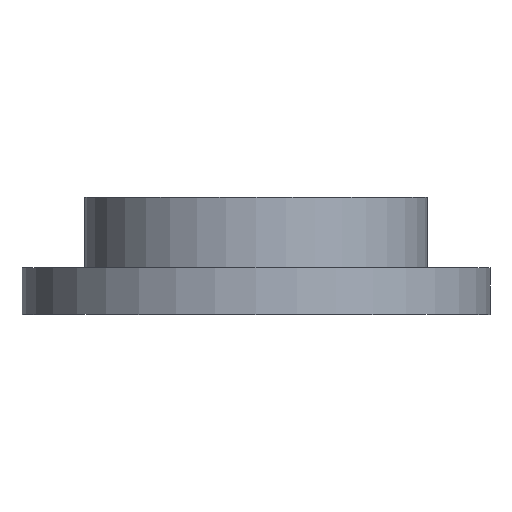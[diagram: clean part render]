
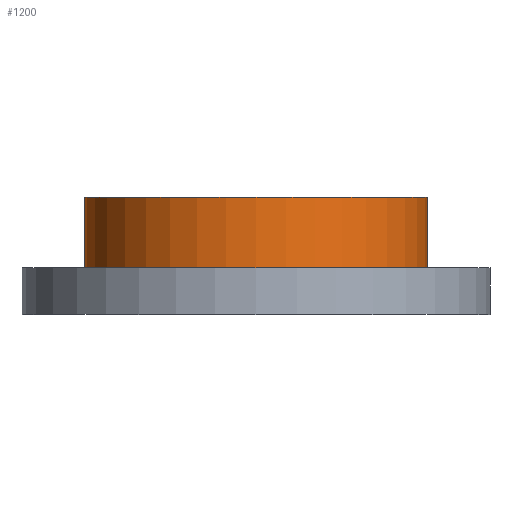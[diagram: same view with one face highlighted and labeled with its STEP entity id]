
A CAD part, front view. The second image highlights one B-rep face of the part: STEP entity #1200.
In plain terms, the highlighted cylindrical face has radius 22 mm (diameter 44 mm), a partial arc.
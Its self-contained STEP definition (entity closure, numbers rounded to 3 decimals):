
#33 = ORIENTED_EDGE ( 'NONE', *, *, #874, .T. ) ;
#60 = VECTOR ( 'NONE', #421, 1000. ) ;
#199 = LINE ( 'NONE', #545, #60 ) ;
#208 = AXIS2_PLACEMENT_3D ( 'NONE', #388, #1286, #723 ) ;
#216 = EDGE_LOOP ( 'NONE', ( #754, #387, #33, #383 ) ) ;
#255 = DIRECTION ( 'NONE',  ( 1., 0., 0. ) ) ;
#296 = CARTESIAN_POINT ( 'NONE',  ( 22., 0., 6. ) ) ;
#350 = CARTESIAN_POINT ( 'NONE',  ( -22., 0., 15. ) ) ;
#383 = ORIENTED_EDGE ( 'NONE', *, *, #790, .F. ) ;
#387 = ORIENTED_EDGE ( 'NONE', *, *, #1181, .F. ) ;
#388 = CARTESIAN_POINT ( 'NONE',  ( 0., 0., 15. ) ) ;
#421 = DIRECTION ( 'NONE',  ( 0., 0., -1. ) ) ;
#425 = CARTESIAN_POINT ( 'NONE',  ( 22., 0., 15. ) ) ;
#435 = DIRECTION ( 'NONE',  ( 0., 0., -1. ) ) ;
#440 = VERTEX_POINT ( 'NONE', #350 ) ;
#501 = FACE_OUTER_BOUND ( 'NONE', #216, .T. ) ;
#529 = CARTESIAN_POINT ( 'NONE',  ( 0., 0., 6. ) ) ;
#545 = CARTESIAN_POINT ( 'NONE',  ( -22., 0., 15. ) ) ;
#583 = AXIS2_PLACEMENT_3D ( 'NONE', #529, #435, #643 ) ;
#603 = CARTESIAN_POINT ( 'NONE',  ( 0., 0., 15. ) ) ;
#643 = DIRECTION ( 'NONE',  ( -1., 0., 0. ) ) ;
#648 = DIRECTION ( 'NONE',  ( 0., 0., -1. ) ) ;
#723 = DIRECTION ( 'NONE',  ( -1., 0., 0. ) ) ;
#728 = CARTESIAN_POINT ( 'NONE',  ( 22., 0., 15. ) ) ;
#754 = ORIENTED_EDGE ( 'NONE', *, *, #1332, .F. ) ;
#790 = EDGE_CURVE ( 'NONE', #823, #1022, #1211, .T. ) ;
#823 = VERTEX_POINT ( 'NONE', #296 ) ;
#874 = EDGE_CURVE ( 'NONE', #440, #1022, #199, .T. ) ;
#931 = DIRECTION ( 'NONE',  ( 0., 0., 1. ) ) ;
#939 = CYLINDRICAL_SURFACE ( 'NONE', #208, 22. ) ;
#983 = LINE ( 'NONE', #425, #1059 ) ;
#1022 = VERTEX_POINT ( 'NONE', #1119 ) ;
#1059 = VECTOR ( 'NONE', #648, 1000. ) ;
#1119 = CARTESIAN_POINT ( 'NONE',  ( -22., 0., 6. ) ) ;
#1181 = EDGE_CURVE ( 'NONE', #440, #1240, #1422, .T. ) ;
#1200 = ADVANCED_FACE ( 'NONE', ( #501 ), #939, .T. ) ;
#1211 = CIRCLE ( 'NONE', #583, 22. ) ;
#1240 = VERTEX_POINT ( 'NONE', #728 ) ;
#1286 = DIRECTION ( 'NONE',  ( 0., 0., -1. ) ) ;
#1332 = EDGE_CURVE ( 'NONE', #1240, #823, #983, .T. ) ;
#1395 = AXIS2_PLACEMENT_3D ( 'NONE', #603, #931, #255 ) ;
#1422 = CIRCLE ( 'NONE', #1395, 22. ) ;
